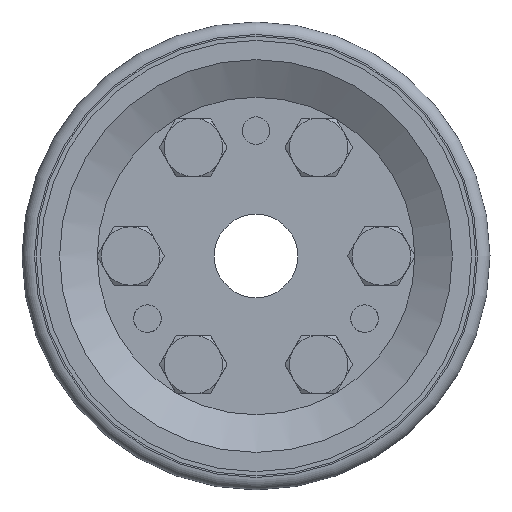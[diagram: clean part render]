
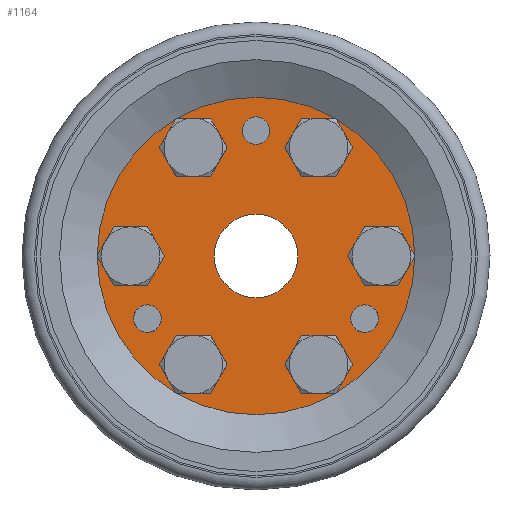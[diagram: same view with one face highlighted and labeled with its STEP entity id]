
A CAD part, left-side view. The second image highlights one B-rep face of the part: STEP entity #1164.
In plain terms, the highlighted planar face has unit normal (-1, 0, 0).
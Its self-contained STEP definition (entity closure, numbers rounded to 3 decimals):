
#1164 = ADVANCED_FACE( '', ( #2492, #2493, #2494, #2495, #2496, #2497, #2498, #2499, #2500, #2501, #2502 ), #2503, .T. );
#2492 = FACE_BOUND( '', #5373, .T. );
#2493 = FACE_BOUND( '', #5374, .T. );
#2494 = FACE_BOUND( '', #5375, .T. );
#2495 = FACE_OUTER_BOUND( '', #5376, .T. );
#2496 = FACE_BOUND( '', #5377, .T. );
#2497 = FACE_BOUND( '', #5378, .T. );
#2498 = FACE_BOUND( '', #5379, .T. );
#2499 = FACE_BOUND( '', #5380, .T. );
#2500 = FACE_BOUND( '', #5381, .T. );
#2501 = FACE_BOUND( '', #5382, .T. );
#2502 = FACE_BOUND( '', #5383, .T. );
#2503 = PLANE( '', #5384 );
#5373 = EDGE_LOOP( '', ( #8295 ) );
#5374 = EDGE_LOOP( '', ( #8296 ) );
#5375 = EDGE_LOOP( '', ( #8297 ) );
#5376 = EDGE_LOOP( '', ( #8298 ) );
#5377 = EDGE_LOOP( '', ( #8299 ) );
#5378 = EDGE_LOOP( '', ( #8300 ) );
#5379 = EDGE_LOOP( '', ( #8301 ) );
#5380 = EDGE_LOOP( '', ( #8302 ) );
#5381 = EDGE_LOOP( '', ( #8303 ) );
#5382 = EDGE_LOOP( '', ( #8304 ) );
#5383 = EDGE_LOOP( '', ( #8305 ) );
#5384 = AXIS2_PLACEMENT_3D( '', #8306, #8307, #8308 );
#8295 = ORIENTED_EDGE( '', *, *, #8753, .F. );
#8296 = ORIENTED_EDGE( '', *, *, #9212, .F. );
#8297 = ORIENTED_EDGE( '', *, *, #9006, .F. );
#8298 = ORIENTED_EDGE( '', *, *, #9500, .T. );
#8299 = ORIENTED_EDGE( '', *, *, #9320, .F. );
#8300 = ORIENTED_EDGE( '', *, *, #8775, .F. );
#8301 = ORIENTED_EDGE( '', *, *, #9243, .F. );
#8302 = ORIENTED_EDGE( '', *, *, #9250, .F. );
#8303 = ORIENTED_EDGE( '', *, *, #8390, .F. );
#8304 = ORIENTED_EDGE( '', *, *, #8573, .F. );
#8305 = ORIENTED_EDGE( '', *, *, #8437, .T. );
#8306 = CARTESIAN_POINT( '', ( -4.001, 0., 4. ) );
#8307 = DIRECTION( '', ( -1., 0., 0. ) );
#8308 = DIRECTION( '', ( 0., 0., 1. ) );
#8390 = EDGE_CURVE( '', #9581, #9581, #9582, .T. );
#8437 = EDGE_CURVE( '', #9664, #9664, #9665, .F. );
#8573 = EDGE_CURVE( '', #9902, #9902, #9903, .T. );
#8753 = EDGE_CURVE( '', #10193, #10193, #10194, .T. );
#8775 = EDGE_CURVE( '', #10228, #10228, #10229, .T. );
#9006 = EDGE_CURVE( '', #10574, #10574, #10575, .T. );
#9212 = EDGE_CURVE( '', #10875, #10875, #10876, .T. );
#9243 = EDGE_CURVE( '', #10918, #10918, #10919, .T. );
#9250 = EDGE_CURVE( '', #10929, #10929, #10930, .T. );
#9320 = EDGE_CURVE( '', #11014, #11014, #11015, .T. );
#9500 = EDGE_CURVE( '', #11231, #11231, #11232, .T. );
#9581 = VERTEX_POINT( '', #11324 );
#9582 = CIRCLE( '', #11325, 2.95 );
#9664 = VERTEX_POINT( '', #11438 );
#9665 = CIRCLE( '', #11439, 5. );
#9902 = VERTEX_POINT( '', #11757 );
#9903 = CIRCLE( '', #11758, 2.95 );
#10193 = VERTEX_POINT( '', #12222 );
#10194 = CIRCLE( '', #12223, 1.65 );
#10228 = VERTEX_POINT( '', #12268 );
#10229 = CIRCLE( '', #12269, 2.95 );
#10574 = VERTEX_POINT( '', #12790 );
#10575 = CIRCLE( '', #12791, 1.65 );
#10875 = VERTEX_POINT( '', #13336 );
#10876 = CIRCLE( '', #13337, 1.65 );
#10918 = VERTEX_POINT( '', #13451 );
#10919 = CIRCLE( '', #13452, 2.95 );
#10929 = VERTEX_POINT( '', #13465 );
#10930 = CIRCLE( '', #13466, 2.95 );
#11014 = VERTEX_POINT( '', #13592 );
#11015 = CIRCLE( '', #13593, 2.95 );
#11231 = VERTEX_POINT( '', #13868 );
#11232 = CIRCLE( '', #13869, 19. );
#11324 = CARTESIAN_POINT( '', ( -4.001, 7.5, 15.94 ) );
#11325 = AXIS2_PLACEMENT_3D( '', #13941, #13942, #13943 );
#11438 = CARTESIAN_POINT( '', ( -4.001, 0., 5. ) );
#11439 = AXIS2_PLACEMENT_3D( '', #14011, #14012, #14013 );
#11757 = CARTESIAN_POINT( '', ( -4.001, -7.5, -10.04 ) );
#11758 = AXIS2_PLACEMENT_3D( '', #14221, #14222, #14223 );
#12222 = CARTESIAN_POINT( '', ( -4.001, 12.99, -5.85 ) );
#12223 = AXIS2_PLACEMENT_3D( '', #14449, #14450, #14451 );
#12268 = CARTESIAN_POINT( '', ( -4.001, -15., 2.95 ) );
#12269 = AXIS2_PLACEMENT_3D( '', #14481, #14482, #14483 );
#12790 = CARTESIAN_POINT( '', ( -4.001, -12.99, -5.85 ) );
#12791 = AXIS2_PLACEMENT_3D( '', #14781, #14782, #14783 );
#13336 = CARTESIAN_POINT( '', ( -4.001, 0., 16.65 ) );
#13337 = AXIS2_PLACEMENT_3D( '', #15061, #15062, #15063 );
#13451 = CARTESIAN_POINT( '', ( -4.001, 15., 2.95 ) );
#13452 = AXIS2_PLACEMENT_3D( '', #15106, #15107, #15108 );
#13465 = CARTESIAN_POINT( '', ( -4.001, -7.5, 15.94 ) );
#13466 = AXIS2_PLACEMENT_3D( '', #15115, #15116, #15117 );
#13592 = CARTESIAN_POINT( '', ( -4.001, 7.5, -10.04 ) );
#13593 = AXIS2_PLACEMENT_3D( '', #15181, #15182, #15183 );
#13868 = CARTESIAN_POINT( '', ( -4.001, 0., 19. ) );
#13869 = AXIS2_PLACEMENT_3D( '', #15372, #15373, #15374 );
#13941 = CARTESIAN_POINT( '', ( -4.001, 7.5, 12.99 ) );
#13942 = DIRECTION( '', ( -1., 0., 0. ) );
#13943 = DIRECTION( '', ( 0., 0., 1. ) );
#14011 = CARTESIAN_POINT( '', ( -4.001, 0., 0. ) );
#14012 = DIRECTION( '', ( -1., 0., 0. ) );
#14013 = DIRECTION( '', ( 0., 0., 1. ) );
#14221 = CARTESIAN_POINT( '', ( -4.001, -7.5, -12.99 ) );
#14222 = DIRECTION( '', ( -1., 0., 0. ) );
#14223 = DIRECTION( '', ( 0., 0., 1. ) );
#14449 = CARTESIAN_POINT( '', ( -4.001, 12.99, -7.5 ) );
#14450 = DIRECTION( '', ( -1., 0., 0. ) );
#14451 = DIRECTION( '', ( 0., 0., 1. ) );
#14481 = CARTESIAN_POINT( '', ( -4.001, -15., 0. ) );
#14482 = DIRECTION( '', ( -1., 0., 0. ) );
#14483 = DIRECTION( '', ( 0., 0., 1. ) );
#14781 = CARTESIAN_POINT( '', ( -4.001, -12.99, -7.5 ) );
#14782 = DIRECTION( '', ( -1., 0., 0. ) );
#14783 = DIRECTION( '', ( 0., 0., 1. ) );
#15061 = CARTESIAN_POINT( '', ( -4.001, 0., 15. ) );
#15062 = DIRECTION( '', ( -1., 0., 0. ) );
#15063 = DIRECTION( '', ( 0., 0., 1. ) );
#15106 = CARTESIAN_POINT( '', ( -4.001, 15., 0. ) );
#15107 = DIRECTION( '', ( -1., 0., 0. ) );
#15108 = DIRECTION( '', ( 0., 0., 1. ) );
#15115 = CARTESIAN_POINT( '', ( -4.001, -7.5, 12.99 ) );
#15116 = DIRECTION( '', ( -1., 0., 0. ) );
#15117 = DIRECTION( '', ( 0., 0., 1. ) );
#15181 = CARTESIAN_POINT( '', ( -4.001, 7.5, -12.99 ) );
#15182 = DIRECTION( '', ( -1., 0., 0. ) );
#15183 = DIRECTION( '', ( 0., 0., 1. ) );
#15372 = CARTESIAN_POINT( '', ( -4.001, 0., 0. ) );
#15373 = DIRECTION( '', ( -1., 0., 0. ) );
#15374 = DIRECTION( '', ( 0., 0., 1. ) );
